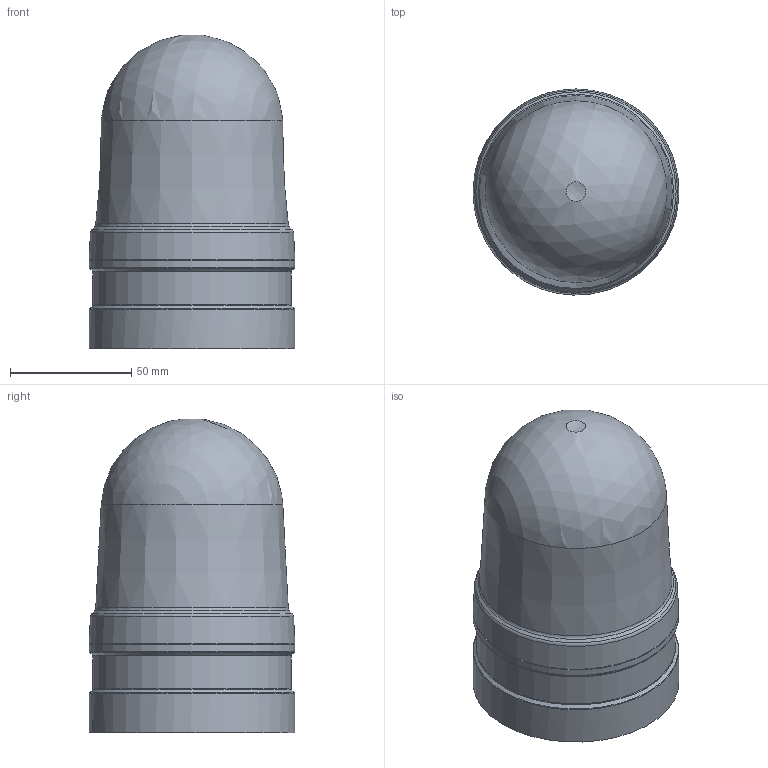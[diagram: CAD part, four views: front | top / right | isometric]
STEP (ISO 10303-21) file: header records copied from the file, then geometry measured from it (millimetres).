
FILE_DESCRIPTION(/* description */ ('Customer-3D RD'),/* implementation_level */ '2;1');
FILE_NAME(/* name */ '100000011348_prt_000.step',/* time_stamp */ '2022-04-19T11:40:06+02:00',/* author */ ('JENNERT'),/* organization */ ('WERMA Signaltechnik GmbH+Co.KG'),/* preprocessor_version */ 'ST-DEVELOPER v17',/* originating_system */ 'Autodesk Inventor 2018',/* authorisation */ 'public');
FILE_SCHEMA (('AUTOMOTIVE_DESIGN { 1 0 10303 214 3 1 1 }'));
Length unit declared in the file: millimetre
Products named in the file (1): 100000011348_prt_000_1
Bounding box: 85 x 85 x 129.58 mm (x, y, z)
Volume: 516771.5 mm3; surface area: 42714.2 mm2
Topology: 1 solids, 1 shells, 135 faces, 365 edges, 246 vertices
Faces by surface type: plane 62, bspline 41, cylinder 15, cone 8, torus 7, sphere 2
Full cylindrical faces by diameter (mm): 79.267 x1, 82 x1, 85 x2
Entity records: 5143 total; most frequent: CARTESIAN_POINT 1719, ORIENTED_EDGE 730, DIRECTION 582, EDGE_CURVE 365, VERTEX_POINT 246, AXIS2_PLACEMENT_3D 205, LINE 172, VECTOR 172
